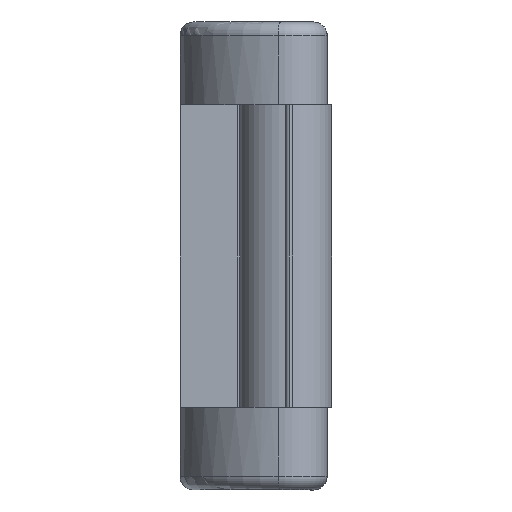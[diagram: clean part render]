
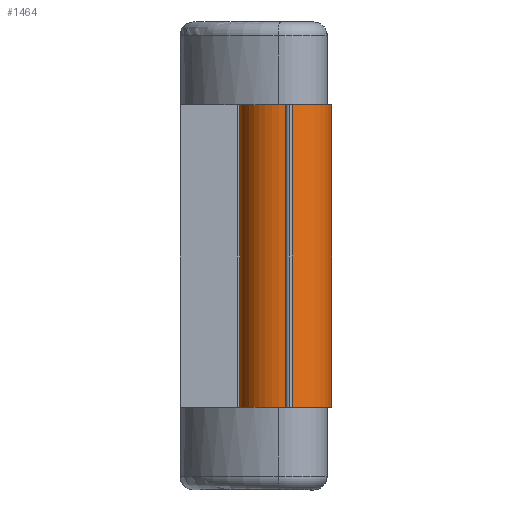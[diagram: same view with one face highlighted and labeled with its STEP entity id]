
A CAD part, front view. The second image highlights one B-rep face of the part: STEP entity #1464.
In plain terms, the highlighted cylindrical face has radius 3.35 mm (diameter 6.7 mm), a partial arc.
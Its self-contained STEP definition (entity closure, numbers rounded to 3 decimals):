
#134 = CARTESIAN_POINT ( 'NONE',  ( -24.691, -25.011, -54.46 ) ) ;
#283 = ORIENTED_EDGE ( 'NONE', *, *, #1496, .F. ) ;
#297 = CARTESIAN_POINT ( 'NONE',  ( -22.364, -22.601, -32.46 ) ) ;
#314 = ORIENTED_EDGE ( 'NONE', *, *, #1982, .F. ) ;
#328 = VERTEX_POINT ( 'NONE', #134 ) ;
#333 = VERTEX_POINT ( 'NONE', #2651 ) ;
#380 = CARTESIAN_POINT ( 'NONE',  ( -21.88, -25.915, -151.633 ) ) ;
#383 = ORIENTED_EDGE ( 'NONE', *, *, #2194, .T. ) ;
#428 = DIRECTION ( 'NONE',  ( 0., 0., -1. ) ) ;
#443 = CYLINDRICAL_SURFACE ( 'NONE', #2605, 3.35 ) ;
#538 = EDGE_CURVE ( 'NONE', #333, #1754, #1125, .T. ) ;
#578 = CIRCLE ( 'NONE', #588, 3.35 ) ;
#588 = AXIS2_PLACEMENT_3D ( 'NONE', #2431, #2871, #862 ) ;
#605 = DIRECTION ( 'NONE',  ( 0., 0., -1. ) ) ;
#694 = CARTESIAN_POINT ( 'NONE',  ( -22.364, -22.601, -54.46 ) ) ;
#753 = AXIS2_PLACEMENT_3D ( 'NONE', #2062, #2703, #1802 ) ;
#838 = DIRECTION ( 'NONE',  ( 0., 0., 1. ) ) ;
#840 = FACE_OUTER_BOUND ( 'NONE', #2564, .T. ) ;
#862 = DIRECTION ( 'NONE',  ( 0., 1., 0. ) ) ;
#892 = ORIENTED_EDGE ( 'NONE', *, *, #1144, .T. ) ;
#913 = VERTEX_POINT ( 'NONE', #2824 ) ;
#1051 = LINE ( 'NONE', #2689, #2388 ) ;
#1083 = CARTESIAN_POINT ( 'NONE',  ( -22.364, -22.601, -54.46 ) ) ;
#1125 = CIRCLE ( 'NONE', #2773, 3.35 ) ;
#1139 = CIRCLE ( 'NONE', #1569, 3.35 ) ;
#1144 = EDGE_CURVE ( 'NONE', #2308, #2668, #1871, .T. ) ;
#1196 = DIRECTION ( 'NONE',  ( 0., 1., 0. ) ) ;
#1296 = CARTESIAN_POINT ( 'NONE',  ( -22.531, -19.255, -32.46 ) ) ;
#1322 = EDGE_CURVE ( 'NONE', #1754, #2668, #2870, .T. ) ;
#1346 = DIRECTION ( 'NONE',  ( 0., 1., 0. ) ) ;
#1380 = AXIS2_PLACEMENT_3D ( 'NONE', #1083, #428, #1346 ) ;
#1464 = ADVANCED_FACE ( 'NONE', ( #840 ), #443, .T. ) ;
#1496 = EDGE_CURVE ( 'NONE', #1710, #328, #1568, .T. ) ;
#1498 = AXIS2_PLACEMENT_3D ( 'NONE', #297, #2051, #1196 ) ;
#1506 = DIRECTION ( 'NONE',  ( 0., 1., 0. ) ) ;
#1560 = DIRECTION ( 'NONE',  ( 0., 0., 1. ) ) ;
#1562 = ORIENTED_EDGE ( 'NONE', *, *, #1896, .T. ) ;
#1568 = CIRCLE ( 'NONE', #1380, 3.35 ) ;
#1569 = AXIS2_PLACEMENT_3D ( 'NONE', #2885, #605, #1506 ) ;
#1584 = CARTESIAN_POINT ( 'NONE',  ( -21.88, -25.915, -32.46 ) ) ;
#1586 = DIRECTION ( 'NONE',  ( 0., 0., -1. ) ) ;
#1650 = CARTESIAN_POINT ( 'NONE',  ( -21.88, -25.915, -54.46 ) ) ;
#1664 = CARTESIAN_POINT ( 'NONE',  ( -22.364, -25.951, -54.46 ) ) ;
#1710 = VERTEX_POINT ( 'NONE', #1664 ) ;
#1741 = VERTEX_POINT ( 'NONE', #1915 ) ;
#1754 = VERTEX_POINT ( 'NONE', #1650 ) ;
#1769 = ORIENTED_EDGE ( 'NONE', *, *, #1322, .F. ) ;
#1775 = CARTESIAN_POINT ( 'NONE',  ( -22.364, -22.601, -151.633 ) ) ;
#1802 = DIRECTION ( 'NONE',  ( 0., 1., 0. ) ) ;
#1871 = CIRCLE ( 'NONE', #1498, 3.35 ) ;
#1896 = EDGE_CURVE ( 'NONE', #1710, #913, #1051, .T. ) ;
#1915 = CARTESIAN_POINT ( 'NONE',  ( -24.691, -25.011, -32.46 ) ) ;
#1982 = EDGE_CURVE ( 'NONE', #328, #333, #2542, .T. ) ;
#2051 = DIRECTION ( 'NONE',  ( 0., 0., -1. ) ) ;
#2062 = CARTESIAN_POINT ( 'NONE',  ( -22.364, -22.601, -54.46 ) ) ;
#2145 = ORIENTED_EDGE ( 'NONE', *, *, #2282, .T. ) ;
#2194 = EDGE_CURVE ( 'NONE', #913, #1741, #578, .T. ) ;
#2282 = EDGE_CURVE ( 'NONE', #1741, #2308, #1139, .T. ) ;
#2308 = VERTEX_POINT ( 'NONE', #1296 ) ;
#2388 = VECTOR ( 'NONE', #838, 1000. ) ;
#2403 = ORIENTED_EDGE ( 'NONE', *, *, #538, .F. ) ;
#2426 = DIRECTION ( 'NONE',  ( 0., -1., 0. ) ) ;
#2431 = CARTESIAN_POINT ( 'NONE',  ( -22.364, -22.601, -32.46 ) ) ;
#2487 = DIRECTION ( 'NONE',  ( 0., 1., 0. ) ) ;
#2542 = CIRCLE ( 'NONE', #753, 3.35 ) ;
#2564 = EDGE_LOOP ( 'NONE', ( #283, #1562, #383, #2145, #892, #1769, #2403, #314 ) ) ;
#2605 = AXIS2_PLACEMENT_3D ( 'NONE', #1775, #2907, #2426 ) ;
#2621 = VECTOR ( 'NONE', #1560, 1000. ) ;
#2651 = CARTESIAN_POINT ( 'NONE',  ( -22.531, -19.255, -54.46 ) ) ;
#2668 = VERTEX_POINT ( 'NONE', #1584 ) ;
#2689 = CARTESIAN_POINT ( 'NONE',  ( -22.364, -25.951, -151.633 ) ) ;
#2703 = DIRECTION ( 'NONE',  ( 0., 0., -1. ) ) ;
#2773 = AXIS2_PLACEMENT_3D ( 'NONE', #694, #1586, #2487 ) ;
#2824 = CARTESIAN_POINT ( 'NONE',  ( -22.364, -25.951, -32.46 ) ) ;
#2870 = LINE ( 'NONE', #380, #2621 ) ;
#2871 = DIRECTION ( 'NONE',  ( 0., 0., -1. ) ) ;
#2885 = CARTESIAN_POINT ( 'NONE',  ( -22.364, -22.601, -32.46 ) ) ;
#2907 = DIRECTION ( 'NONE',  ( 0., 0., 1. ) ) ;
